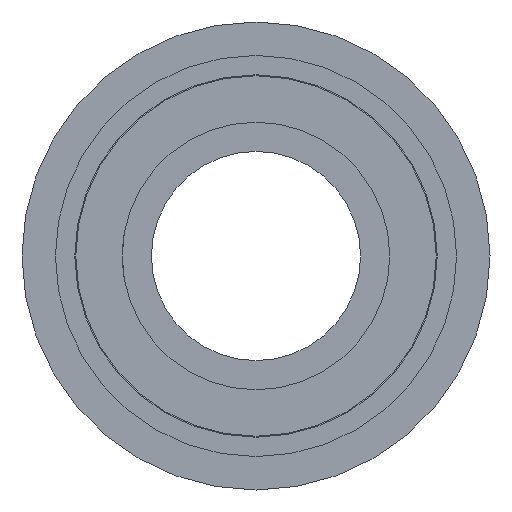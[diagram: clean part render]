
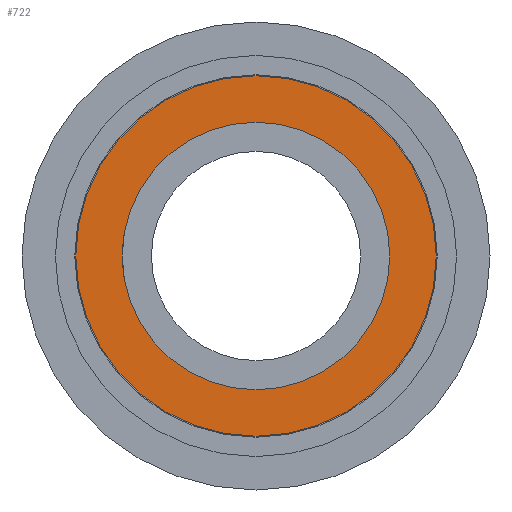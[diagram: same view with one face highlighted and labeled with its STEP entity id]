
A CAD part, left-side view. The second image highlights one B-rep face of the part: STEP entity #722.
In plain terms, the highlighted planar face has unit normal (-1, 0, 0).
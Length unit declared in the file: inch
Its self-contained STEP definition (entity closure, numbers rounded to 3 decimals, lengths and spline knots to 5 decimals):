
#676=CARTESIAN_POINT('',(0.5,1.0,0.0));
#677=VERTEX_POINT('',#676);
#678=CARTESIAN_POINT('',(0.5,0.0,0.0));
#679=DIRECTION('',(1.0,0.0,0.0));
#680=DIRECTION('',(0.0,1.0,0.0));
#681=AXIS2_PLACEMENT_3D('',#678,#679,#680);
#682=CIRCLE('',#681,1.0);
#683=EDGE_CURVE('',#677,#677,#682,.T.);
#703=CARTESIAN_POINT('',(0.5,1.17375,0.0));
#704=DIRECTION('',(-1.0,0.0,0.0));
#705=DIRECTION('',(0.0,0.0,1.0));
#706=AXIS2_PLACEMENT_3D('',#703,#704,#705);
#707=PLANE('',#706);
#708=CARTESIAN_POINT('',(0.5,1.3475,0.0));
#709=VERTEX_POINT('',#708);
#710=CARTESIAN_POINT('',(0.5,0.0,0.0));
#711=DIRECTION('',(1.0,0.0,0.0));
#712=DIRECTION('',(0.0,1.0,0.0));
#713=AXIS2_PLACEMENT_3D('',#710,#711,#712);
#714=CIRCLE('',#713,1.3475);
#715=EDGE_CURVE('',#709,#709,#714,.T.);
#716=ORIENTED_EDGE('',*,*,#715,.F.);
#717=EDGE_LOOP('',(#716));
#718=FACE_OUTER_BOUND('',#717,.T.);
#719=ORIENTED_EDGE('',*,*,#683,.T.);
#720=EDGE_LOOP('',(#719));
#721=FACE_BOUND('',#720,.T.);
#722=ADVANCED_FACE('',(#718,#721),#707,.T.);
